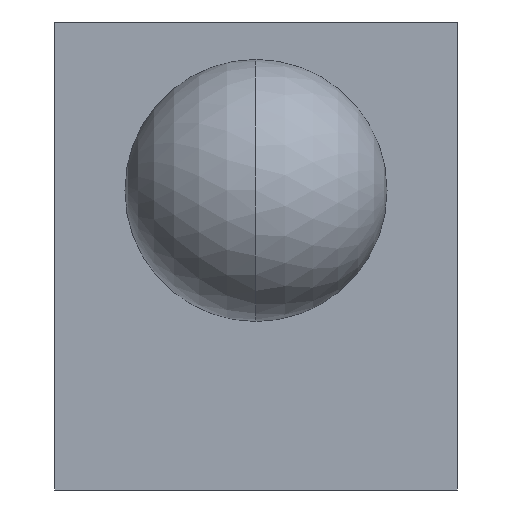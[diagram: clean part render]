
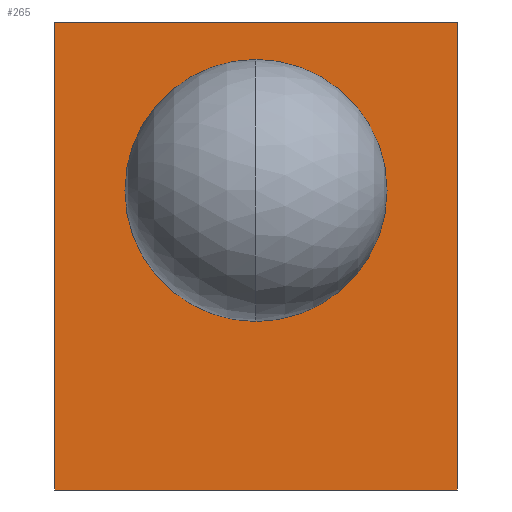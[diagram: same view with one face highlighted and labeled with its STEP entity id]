
A CAD part, left-side view. The second image highlights one B-rep face of the part: STEP entity #265.
In plain terms, the highlighted planar face has unit normal (-1, 0, 0).
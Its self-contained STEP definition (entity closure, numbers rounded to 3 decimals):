
#1 = DIRECTION ( 'NONE',  ( 0., 0., -1. ) ) ;
#5 = DIRECTION ( 'NONE',  ( -1., 0., 0. ) ) ;
#7 = CARTESIAN_POINT ( 'NONE',  ( -3.05, 0., 3.2 ) ) ;
#8 = VERTEX_POINT ( 'NONE', #298 ) ;
#9 = CARTESIAN_POINT ( 'NONE',  ( -3.05, -2.15, 0. ) ) ;
#27 = DIRECTION ( 'NONE',  ( 0., 0., -1. ) ) ;
#32 = CARTESIAN_POINT ( 'NONE',  ( -3.05, 2.15, 0. ) ) ;
#51 = EDGE_LOOP ( 'NONE', ( #327, #262, #240, #198 ) ) ;
#62 = DIRECTION ( 'NONE',  ( 0., 0., -1. ) ) ;
#63 = DIRECTION ( 'NONE',  ( 1., 0., 0. ) ) ;
#67 = CARTESIAN_POINT ( 'NONE',  ( -3.05, -2.15, 0. ) ) ;
#73 = PLANE ( 'NONE',  #115 ) ;
#82 = DIRECTION ( 'NONE',  ( 0., 0., -1. ) ) ;
#84 = DIRECTION ( 'NONE',  ( -1., 0., 0. ) ) ;
#85 = CARTESIAN_POINT ( 'NONE',  ( -3.05, 0., 3.2 ) ) ;
#94 = CARTESIAN_POINT ( 'NONE',  ( -3.05, 0., 1.8 ) ) ;
#95 = CARTESIAN_POINT ( 'NONE',  ( -3.05, -2.15, 0. ) ) ;
#96 = VECTOR ( 'NONE', #27, 1000. ) ;
#97 = CARTESIAN_POINT ( 'NONE',  ( -3.05, -2.15, 0. ) ) ;
#102 = ORIENTED_EDGE ( 'NONE', *, *, #229, .F. ) ;
#112 = LINE ( 'NONE', #348, #360 ) ;
#115 = AXIS2_PLACEMENT_3D ( 'NONE', #67, #63, #62 ) ;
#119 = ORIENTED_EDGE ( 'NONE', *, *, #322, .F. ) ;
#122 = EDGE_CURVE ( 'NONE', #175, #8, #112, .T. ) ;
#125 = VERTEX_POINT ( 'NONE', #200 ) ;
#135 = EDGE_CURVE ( 'NONE', #250, #202, #215, .T. ) ;
#168 = DIRECTION ( 'NONE',  ( 0., 1., 0. ) ) ;
#171 = DIRECTION ( 'NONE',  ( 0., 0., -1. ) ) ;
#175 = VERTEX_POINT ( 'NONE', #216 ) ;
#180 = AXIS2_PLACEMENT_3D ( 'NONE', #7, #5, #1 ) ;
#181 = CARTESIAN_POINT ( 'NONE',  ( -3.05, 2.15, 0. ) ) ;
#198 = ORIENTED_EDGE ( 'NONE', *, *, #122, .T. ) ;
#200 = CARTESIAN_POINT ( 'NONE',  ( -3.05, 0., 4.6 ) ) ;
#202 = VERTEX_POINT ( 'NONE', #181 ) ;
#215 = LINE ( 'NONE', #97, #329 ) ;
#216 = CARTESIAN_POINT ( 'NONE',  ( -3.05, -2.15, 5. ) ) ;
#229 = EDGE_CURVE ( 'NONE', #230, #125, #271, .T. ) ;
#230 = VERTEX_POINT ( 'NONE', #94 ) ;
#236 = EDGE_LOOP ( 'NONE', ( #119, #102 ) ) ;
#240 = ORIENTED_EDGE ( 'NONE', *, *, #280, .F. ) ;
#242 = LINE ( 'NONE', #9, #356 ) ;
#250 = VERTEX_POINT ( 'NONE', #95 ) ;
#262 = ORIENTED_EDGE ( 'NONE', *, *, #135, .F. ) ;
#263 = LINE ( 'NONE', #32, #96 ) ;
#265 = ADVANCED_FACE ( 'NONE', ( #290, #326 ), #73, .F. ) ;
#271 = CIRCLE ( 'NONE', #368, 1.4 ) ;
#276 = EDGE_CURVE ( 'NONE', #8, #202, #263, .T. ) ;
#280 = EDGE_CURVE ( 'NONE', #175, #250, #242, .T. ) ;
#290 = FACE_OUTER_BOUND ( 'NONE', #51, .T. ) ;
#298 = CARTESIAN_POINT ( 'NONE',  ( -3.05, 2.15, 5. ) ) ;
#322 = EDGE_CURVE ( 'NONE', #125, #230, #369, .T. ) ;
#326 = FACE_BOUND ( 'NONE', #236, .T. ) ;
#327 = ORIENTED_EDGE ( 'NONE', *, *, #276, .T. ) ;
#329 = VECTOR ( 'NONE', #353, 1000. ) ;
#348 = CARTESIAN_POINT ( 'NONE',  ( -3.05, -2.15, 5. ) ) ;
#353 = DIRECTION ( 'NONE',  ( 0., 1., 0. ) ) ;
#356 = VECTOR ( 'NONE', #171, 1000. ) ;
#360 = VECTOR ( 'NONE', #168, 1000. ) ;
#368 = AXIS2_PLACEMENT_3D ( 'NONE', #85, #84, #82 ) ;
#369 = CIRCLE ( 'NONE', #180, 1.4 ) ;
